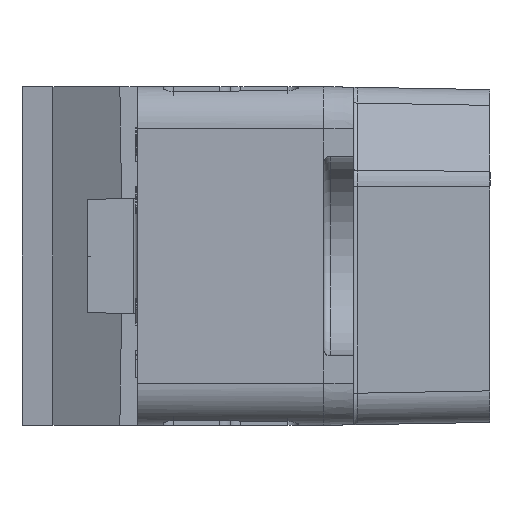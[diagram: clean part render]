
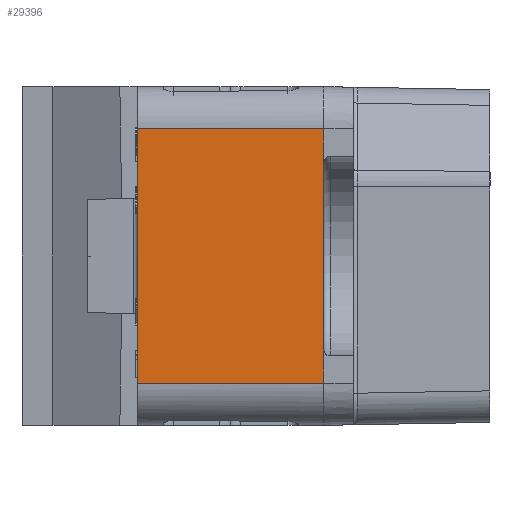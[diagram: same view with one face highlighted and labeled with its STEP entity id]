
A CAD part, left-side view. The second image highlights one B-rep face of the part: STEP entity #29396.
In plain terms, the highlighted planar face has unit normal (-1, 0.018, 0).
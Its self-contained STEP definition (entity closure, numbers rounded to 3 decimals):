
#164=CARTESIAN_POINT('',(-39.976,1.4,6.05));
#166=DIRECTION('',(-0.017,-1.,0.));
#167=VECTOR('',#166,8.851);
#168=CARTESIAN_POINT('',(-39.821,10.25,6.05));
#169=LINE('',#168,#167);
#170=CARTESIAN_POINT('',(-39.821,10.25,6.05));
#1280=DIRECTION('',(0.,0.,-1.));
#1281=VECTOR('',#1280,12.1);
#1282=CARTESIAN_POINT('',(-39.821,10.25,6.05));
#1283=LINE('',#1282,#1281);
#7959=CARTESIAN_POINT('',(-39.821,10.25,-6.05));
#7961=DIRECTION('',(0.017,1.,0.));
#7962=VECTOR('',#7961,8.851);
#7963=CARTESIAN_POINT('',(-39.976,1.4,-6.05));
#7964=LINE('',#7963,#7962);
#8508=DIRECTION('',(0.,0.,1.));
#8509=VECTOR('',#8508,8.9);
#8510=CARTESIAN_POINT('',(-39.976,1.4,-4.45));
#8511=LINE('',#8510,#8509);
#8516=DIRECTION('',(0.,0.,1.));
#8517=VECTOR('',#8516,1.6);
#8518=CARTESIAN_POINT('',(-39.976,1.4,4.45));
#8519=LINE('',#8518,#8517);
#8524=DIRECTION('',(0.,0.,1.));
#8525=VECTOR('',#8524,1.6);
#8526=CARTESIAN_POINT('',(-39.976,1.4,-6.05));
#8527=LINE('',#8526,#8525);
#10300=CARTESIAN_POINT('',(-39.976,1.4,-6.05));
#13892=CARTESIAN_POINT('',(-39.976,1.4,-4.45));
#13894=VERTEX_POINT('',#13892);
#13903=CARTESIAN_POINT('',(-39.976,1.4,4.45));
#13904=VERTEX_POINT('',#13903);
#16596=VERTEX_POINT('',#170);
#16599=VERTEX_POINT('',#7959);
#16684=VERTEX_POINT('',#164);
#16686=VERTEX_POINT('',#10300);
#29380=CARTESIAN_POINT('',(-40.,0.,10.041));
#29381=DIRECTION('',(-1.,0.017,0.));
#29382=DIRECTION('',(0.,0.,-1.));
#29383=AXIS2_PLACEMENT_3D('',#29380,#29381,#29382);
#29384=PLANE('',#29383);
#29386=ORIENTED_EDGE('',*,*,#29385,.F.);
#29388=ORIENTED_EDGE('',*,*,#29387,.F.);
#29390=ORIENTED_EDGE('',*,*,#29389,.F.);
#29391=ORIENTED_EDGE('',*,*,#28419,.T.);
#29392=ORIENTED_EDGE('',*,*,#18210,.F.);
#29393=ORIENTED_EDGE('',*,*,#17423,.T.);
#29394=EDGE_LOOP('',(#29386,#29388,#29390,#29391,#29392,#29393));
#29395=FACE_OUTER_BOUND('',#29394,.F.);
#29396=ADVANCED_FACE('',(#29395),#29384,.T.);
#17423=EDGE_CURVE('',#16596,#16684,#169,.T.);
#18210=EDGE_CURVE('',#16596,#16599,#1283,.T.);
#28419=EDGE_CURVE('',#16686,#16599,#7964,.T.);
#29385=EDGE_CURVE('',#13904,#16684,#8519,.T.);
#29387=EDGE_CURVE('',#13894,#13904,#8511,.T.);
#29389=EDGE_CURVE('',#16686,#13894,#8527,.T.);
